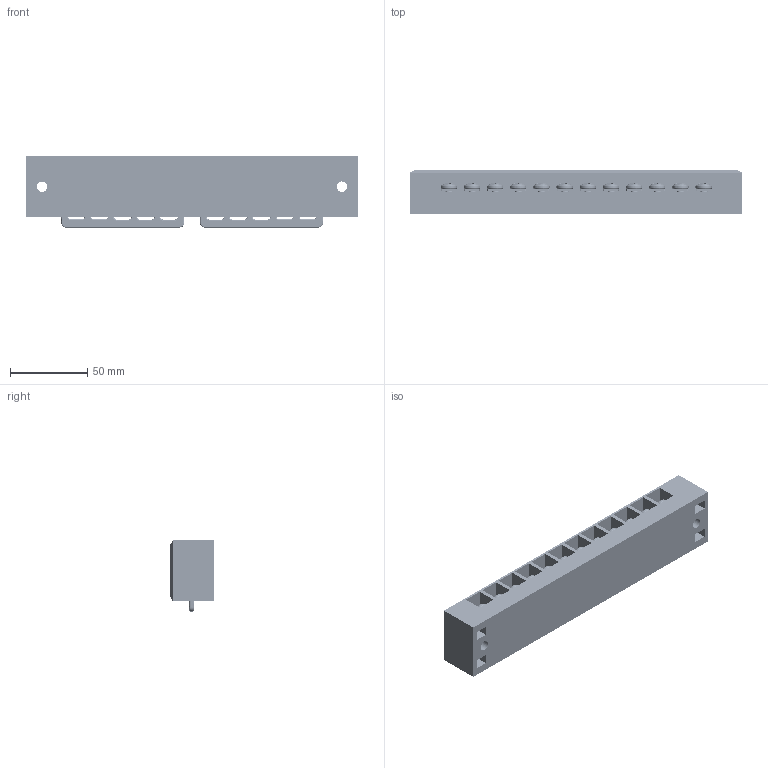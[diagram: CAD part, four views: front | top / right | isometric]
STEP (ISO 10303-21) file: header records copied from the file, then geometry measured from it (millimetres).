
FILE_DESCRIPTION(('FreeCAD Model'),'2;1');
FILE_NAME('Open CASCADE Shape Model','2025-04-26T19:26:27',('FreeCAD'),( 'FreeCAD'),'Open CASCADE STEP processor 7.6','FreeCAD','Unknown');
FILE_SCHEMA(('AUTOMOTIVE_DESIGN { 1 0 10303 214 1 1 1 1 }'));
Products named in the file (1): Open CASCADE STEP translator 7.6 1
Bounding box: 214.65 x 28.5 x 45.96 mm (x, y, z)
Volume: 177557.5 mm3; surface area: 98943.3 mm2
Topology: 64 solids, 64 shells, 3423 faces, 9368 edges, 6148 vertices
Faces by surface type: bspline 3423
Entity records: 134078 total; most frequent: CARTESIAN_POINT 83641, ORIENTED_EDGE 18736, EDGE_CURVE 9368, VERTEX_POINT 6148, B_SPLINE_CURVE_WITH_KNOTS 4352, FACE_BOUND 3610, EDGE_LOOP 3610, ADVANCED_FACE 3423
